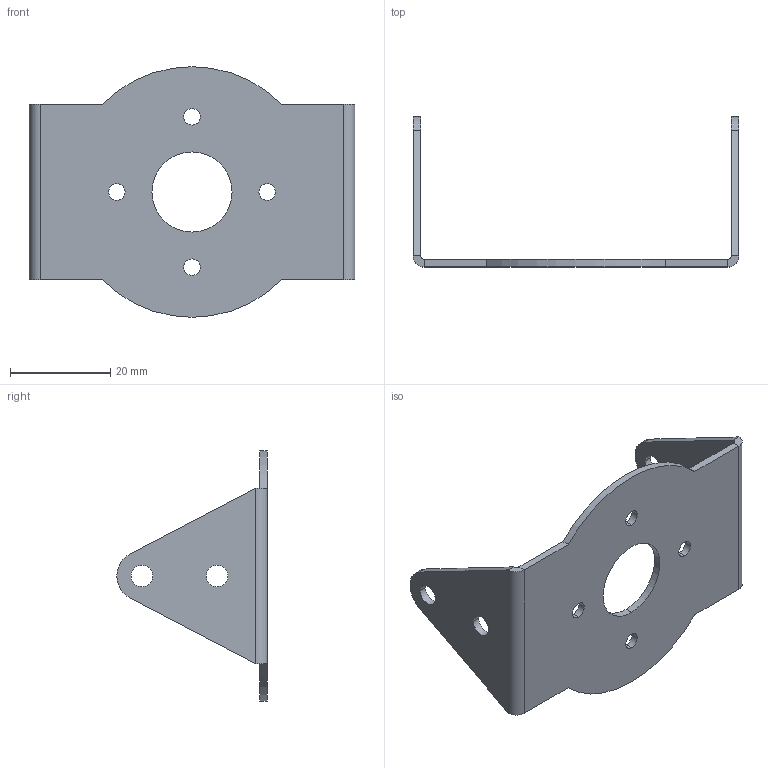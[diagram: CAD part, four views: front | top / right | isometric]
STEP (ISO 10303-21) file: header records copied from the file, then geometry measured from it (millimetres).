
FILE_DESCRIPTION (( 'STEP AP214' ), '1' );
FILE_NAME ('萇儂盓殤-鍼踢.STEP', '2022-01-19T17:59:17', ( '' ), ( '' ), 'SwSTEP 2.0', 'SolidWorks 2019', '' );
FILE_SCHEMA (( 'AUTOMOTIVE_DESIGN' ));
Length unit declared in the file: millimetre
Products named in the file (1): 萇儂盓殤-鍼踢
Bounding box: 65 x 30 x 50 mm (x, y, z)
Volume: 5237.8 mm3; surface area: 7612.6 mm2
Topology: 1 solids, 1 shells, 47 faces, 119 edges, 74 vertices
Faces by surface type: cylinder 29, plane 18
Entity records: 1493 total; most frequent: DIRECTION 273, CARTESIAN_POINT 241, ORIENTED_EDGE 238, EDGE_CURVE 119, AXIS2_PLACEMENT_3D 106, VERTEX_POINT 74, EDGE_LOOP 65, VECTOR 61
